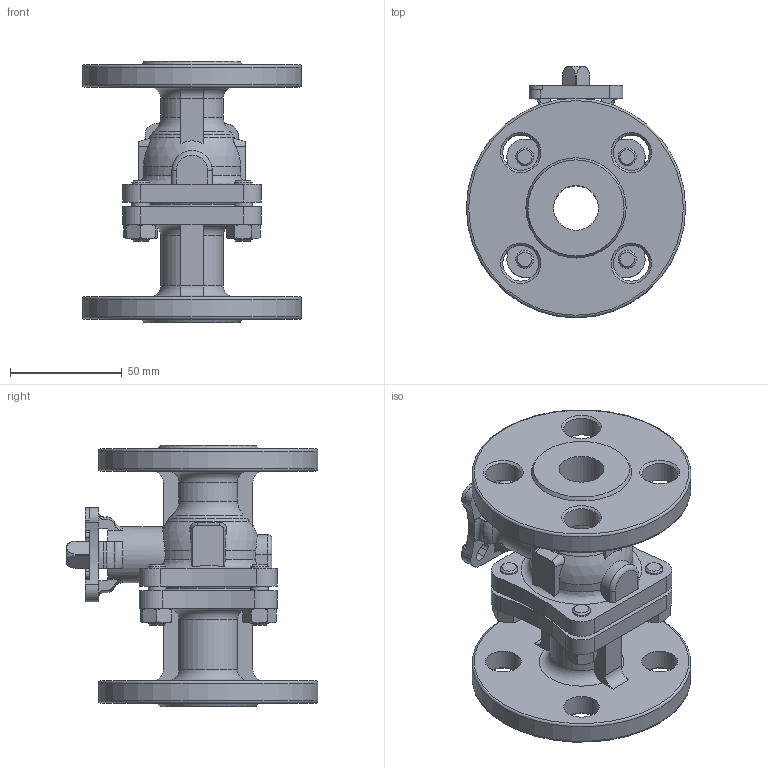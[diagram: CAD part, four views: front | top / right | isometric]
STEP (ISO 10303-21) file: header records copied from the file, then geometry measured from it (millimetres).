
FILE_DESCRIPTION(/* description */ ('STEP AP214'),/* implementation_level */ '2;1');
FILE_NAME(/* name */ '4810852_VZBF-3_4-P1-20-D-2-F0304-V15V15',/* time_stamp */ '2024-09-18T02:31:03+02:00',/* author */ ('License CC BY-ND 4.0'),/* organization */ ('CADENAS'),/* preprocessor_version */ 'ST-DEVELOPER v19.3',/* originating_system */ 'PARTsolutions',/* authorisation */ ' ');
FILE_SCHEMA (('AUTOMOTIVE_DESIGN {1 0 10303 214 3 1 1}'));
Length unit declared in the file: millimetre
Products named in the file (1): 4810852 VZBF-3/4-P1-20-D-2-F0304-V15V15
Bounding box: 98 x 112.5 x 117 mm (x, y, z)
Volume: 265876.2 mm3; surface area: 71958.7 mm2
Topology: 1 solids, 1 shells, 318 faces, 837 edges, 536 vertices
Faces by surface type: plane 114, cylinder 98, cone 72, torus 33, sphere 1
Full cylindrical faces by diameter (mm): 8 x12, 9 x4, 16 x8, 20 x1, 25 x1, 26 x1, 98 x2
Entity records: 9812 total; most frequent: CARTESIAN_POINT 2219, DIRECTION 1567, ORIENTED_EDGE 1530, EDGE_CURVE 765, AXIS2_PLACEMENT_3D 653, VERTEX_POINT 520, EDGE_LOOP 431, FACE_BOUND 431
